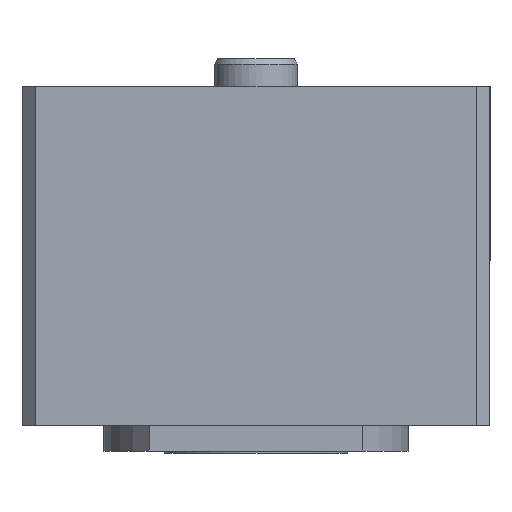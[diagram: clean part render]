
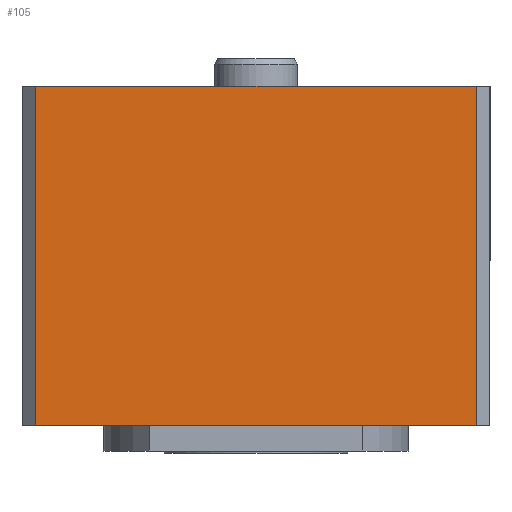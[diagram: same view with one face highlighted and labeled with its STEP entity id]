
A CAD part, left-side view. The second image highlights one B-rep face of the part: STEP entity #105.
In plain terms, the highlighted planar face has unit normal (-1, 0, 0).
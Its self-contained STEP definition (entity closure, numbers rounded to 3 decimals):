
#69=FACE_OUTER_BOUND('',#223,.T.);
#105=ADVANCED_FACE('',(#69),#138,.F.);
#138=PLANE('',#750);
#223=EDGE_LOOP('',(#344,#345,#346,#347));
#344=ORIENTED_EDGE('',*,*,#552,.T.);
#345=ORIENTED_EDGE('',*,*,#532,.F.);
#346=ORIENTED_EDGE('',*,*,#491,.F.);
#347=ORIENTED_EDGE('',*,*,#551,.T.);
#430=VERTEX_POINT('',#994);
#431=VERTEX_POINT('',#996);
#461=VERTEX_POINT('',#1089);
#474=VERTEX_POINT('',#1128);
#491=EDGE_CURVE('',#430,#431,#578,.T.);
#532=EDGE_CURVE('',#431,#461,#597,.T.);
#551=EDGE_CURVE('',#430,#474,#616,.T.);
#552=EDGE_CURVE('',#474,#461,#617,.T.);
#578=LINE('',#995,#630);
#597=LINE('',#1092,#649);
#616=LINE('',#1129,#668);
#617=LINE('',#1131,#669);
#630=VECTOR('',#793,1.);
#649=VECTOR('',#872,1.);
#668=VECTOR('',#903,1.);
#669=VECTOR('',#906,1.);
#750=AXIS2_PLACEMENT_3D('',#1132,#907,#908);
#793=DIRECTION('',(0.,1.,0.));
#872=DIRECTION('',(0.,0.,1.));
#903=DIRECTION('',(0.,0.,1.));
#906=DIRECTION('',(0.,1.,0.));
#907=DIRECTION('',(1.,0.,0.));
#908=DIRECTION('',(0.,0.,-1.));
#994=CARTESIAN_POINT('',(-57.,-48.,-74.));
#995=CARTESIAN_POINT('',(-57.,-48.,-74.));
#996=CARTESIAN_POINT('',(-57.,48.,-74.));
#1089=CARTESIAN_POINT('',(-57.,48.,0.));
#1092=CARTESIAN_POINT('',(-57.,48.,-38.));
#1128=CARTESIAN_POINT('',(-57.,-48.,0.));
#1129=CARTESIAN_POINT('',(-57.,-48.,-38.));
#1131=CARTESIAN_POINT('',(-57.,48.,0.));
#1132=CARTESIAN_POINT('',(-57.,48.,-38.));
